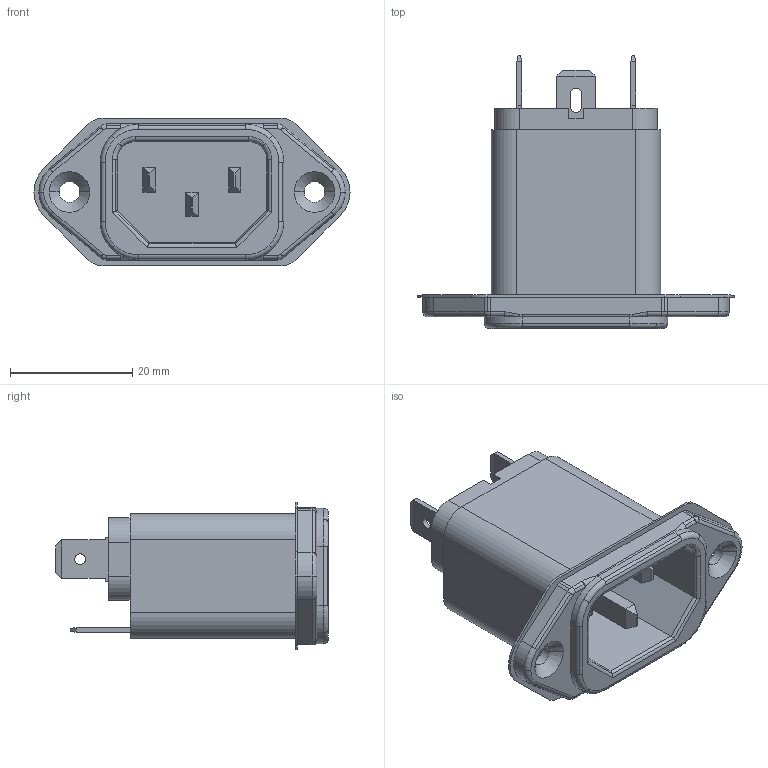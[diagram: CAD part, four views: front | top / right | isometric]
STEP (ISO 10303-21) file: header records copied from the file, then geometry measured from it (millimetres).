
FILE_DESCRIPTION(('STEP AP242'),'1');
FILE_NAME('6609987-6.stp','2022-11-09T01:35:18',('TraceParts'),('TraceParts S.A.'),'Spatial InterOp 3D',' ',' ');
FILE_SCHEMA(('AP242_MANAGED_MODEL_BASED_3D_ENGINEERING_MIM_LF {1 0 10303 442 1 1 4}'));
Length unit declared in the file: millimetre
Products named in the file (1): 6609987-6_1
Bounding box: 51.61 x 44.58 x 24.13 mm (x, y, z)
Volume: 6370.7 mm3; surface area: 12319.2 mm2
Topology: 4 solids, 4 shells, 344 faces, 864 edges, 550 vertices
Faces by surface type: plane 170, cylinder 138, torus 16, bspline 16, cone 4
Entity records: 10861 total; most frequent: CARTESIAN_POINT 2498, DIRECTION 1746, ORIENTED_EDGE 1728, EDGE_CURVE 864, AXIS2_PLACEMENT_3D 606, VERTEX_POINT 550, LINE 534, VECTOR 534
